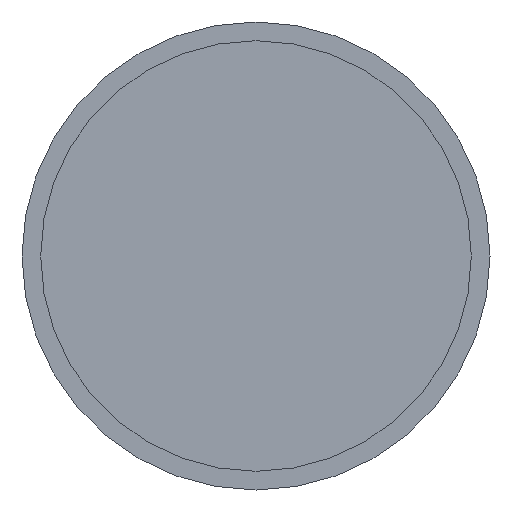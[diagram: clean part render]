
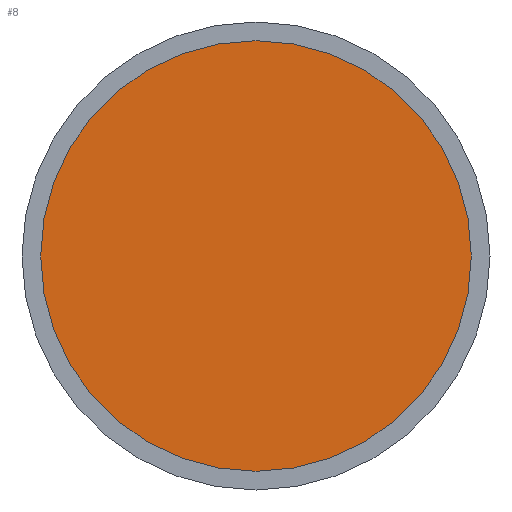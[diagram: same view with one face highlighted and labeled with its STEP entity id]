
A CAD part, front view. The second image highlights one B-rep face of the part: STEP entity #8.
In plain terms, the highlighted planar face has unit normal (0, -1, 0).
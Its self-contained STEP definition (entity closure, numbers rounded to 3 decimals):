
#3 = VERTEX_POINT ( 'NONE', #189 ) ;
#6 = VERTEX_POINT ( 'NONE', #187 ) ;
#8 = ADVANCED_FACE ( 'NONE', ( #184 ), #179, .F. ) ;
#23 = EDGE_CURVE ( 'NONE', #3, #6, #207, .T. ) ;
#24 = EDGE_LOOP ( 'NONE', ( #67, #52 ) ) ;
#52 = ORIENTED_EDGE ( 'NONE', *, *, #53, .T. ) ;
#53 = EDGE_CURVE ( 'NONE', #6, #3, #226, .T. ) ;
#67 = ORIENTED_EDGE ( 'NONE', *, *, #23, .T. ) ;
#175 = DIRECTION ( 'NONE',  ( 0., 0., 1. ) ) ;
#176 = DIRECTION ( 'NONE',  ( 0., 1., 0. ) ) ;
#177 = CARTESIAN_POINT ( 'NONE',  ( 0., 0., 0. ) ) ;
#178 = AXIS2_PLACEMENT_3D ( 'NONE', #177, #176, #175 ) ;
#179 = PLANE ( 'NONE',  #178 ) ;
#184 = FACE_OUTER_BOUND ( 'NONE', #24, .T. ) ;
#187 = CARTESIAN_POINT ( 'NONE',  ( 0., 0., 23. ) ) ;
#189 = CARTESIAN_POINT ( 'NONE',  ( 0., 0., -23. ) ) ;
#203 = DIRECTION ( 'NONE',  ( 0., 0., -1. ) ) ;
#204 = DIRECTION ( 'NONE',  ( 0., -1., 0. ) ) ;
#205 = CARTESIAN_POINT ( 'NONE',  ( 0., 0., 0. ) ) ;
#206 = AXIS2_PLACEMENT_3D ( 'NONE', #205, #204, #203 ) ;
#207 = CIRCLE ( 'NONE', #206, 23. ) ;
#226 = CIRCLE ( 'NONE', #234, 23. ) ;
#231 = DIRECTION ( 'NONE',  ( 0., 0., -1. ) ) ;
#232 = DIRECTION ( 'NONE',  ( 0., -1., 0. ) ) ;
#233 = CARTESIAN_POINT ( 'NONE',  ( 0., 0., 0. ) ) ;
#234 = AXIS2_PLACEMENT_3D ( 'NONE', #233, #232, #231 ) ;
